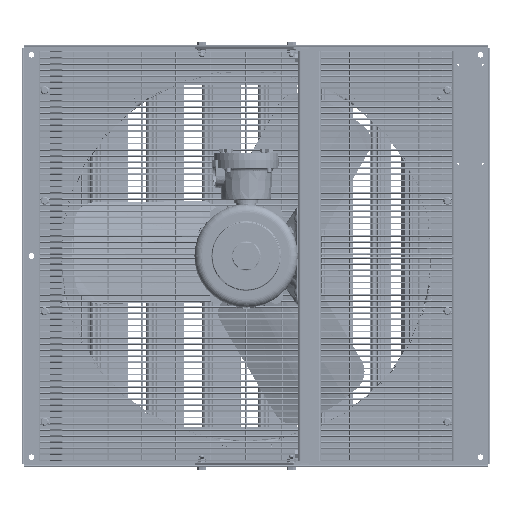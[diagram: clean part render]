
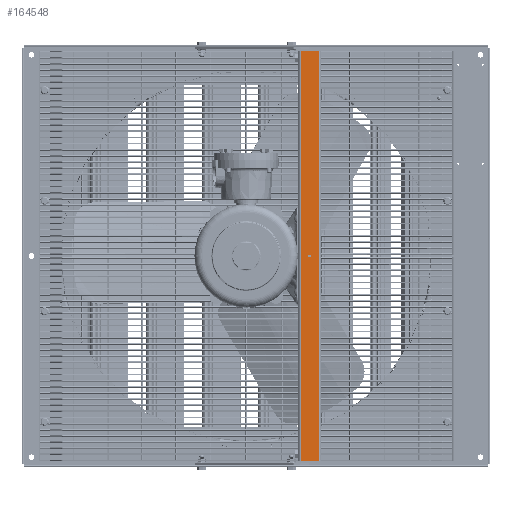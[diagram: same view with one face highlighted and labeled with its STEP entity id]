
A CAD part, left-side view. The second image highlights one B-rep face of the part: STEP entity #164548.
In plain terms, the highlighted planar face has unit normal (-1, 0, 0).
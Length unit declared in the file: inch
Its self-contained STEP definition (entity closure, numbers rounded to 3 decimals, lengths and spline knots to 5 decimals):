
#10673 = LINE ( 'NONE', #393272, #130036 ) ;
#18054 = CARTESIAN_POINT ( 'NONE',  ( -3.98656, -0.89273, 13.73344 ) ) ;
#38304 = DIRECTION ( 'NONE',  ( -1., 0., 0. ) ) ;
#40520 = VERTEX_POINT ( 'NONE', #133513 ) ;
#47748 = VERTEX_POINT ( 'NONE', #52669 ) ;
#51100 = CARTESIAN_POINT ( 'NONE',  ( -3.98656, -1.64273, -0.09331 ) ) ;
#52669 = CARTESIAN_POINT ( 'NONE',  ( -3.98656, -2.24273, -13.73256 ) ) ;
#69147 = CARTESIAN_POINT ( 'NONE',  ( -3.98656, -1.64273, 0.00044 ) ) ;
#71386 = ORIENTED_EDGE ( 'NONE', *, *, #352130, .F. ) ;
#76483 = DIRECTION ( 'NONE',  ( 0., 0., -1. ) ) ;
#76735 = DIRECTION ( 'NONE',  ( 1., 0., 0. ) ) ;
#84085 = ORIENTED_EDGE ( 'NONE', *, *, #377051, .T. ) ;
#87624 = CARTESIAN_POINT ( 'NONE',  ( -3.98656, -1.04273, -13.73256 ) ) ;
#91312 = EDGE_CURVE ( 'NONE', #238142, #347169, #161507, .T. ) ;
#98571 = VECTOR ( 'NONE', #341324, 39.37008 ) ;
#102424 = EDGE_CURVE ( 'NONE', #181999, #47748, #155211, .T. ) ;
#104441 = VECTOR ( 'NONE', #76483, 39.37008 ) ;
#112470 = FACE_BOUND ( 'NONE', #135429, .T. ) ;
#113517 = LINE ( 'NONE', #330360, #290516 ) ;
#130036 = VECTOR ( 'NONE', #200061, 39.37008 ) ;
#132878 = DIRECTION ( 'NONE',  ( 0., 0., 1. ) ) ;
#133513 = CARTESIAN_POINT ( 'NONE',  ( -3.98656, -1.04273, 13.73344 ) ) ;
#135429 = EDGE_LOOP ( 'NONE', ( #203338, #184263 ) ) ;
#142027 = DIRECTION ( 'NONE',  ( 0., 0., -1. ) ) ;
#154069 = LINE ( 'NONE', #381050, #98571 ) ;
#155211 = LINE ( 'NONE', #195115, #104441 ) ;
#161507 = CIRCLE ( 'NONE', #396396, 0.09375 ) ;
#162417 = CARTESIAN_POINT ( 'NONE',  ( -3.98656, -1.64273, 0.00044 ) ) ;
#164548 = ADVANCED_FACE ( 'NONE', ( #112470, #278700 ), #240913, .F. ) ;
#170524 = DIRECTION ( 'NONE',  ( 0., -1., 0. ) ) ;
#170697 = EDGE_LOOP ( 'NONE', ( #84085, #224626, #71386, #341566 ) ) ;
#181999 = VERTEX_POINT ( 'NONE', #306872 ) ;
#184263 = ORIENTED_EDGE ( 'NONE', *, *, #91312, .F. ) ;
#195115 = CARTESIAN_POINT ( 'NONE',  ( -3.98656, -2.24273, 13.73344 ) ) ;
#195522 = DIRECTION ( 'NONE',  ( -1., 0., 0. ) ) ;
#197651 = DIRECTION ( 'NONE',  ( 0., 0., 1. ) ) ;
#200061 = DIRECTION ( 'NONE',  ( 0., 0., -1. ) ) ;
#203338 = ORIENTED_EDGE ( 'NONE', *, *, #207107, .F. ) ;
#207107 = EDGE_CURVE ( 'NONE', #347169, #238142, #305129, .T. ) ;
#218054 = AXIS2_PLACEMENT_3D ( 'NONE', #162417, #38304, #132878 ) ;
#224626 = ORIENTED_EDGE ( 'NONE', *, *, #102424, .F. ) ;
#238142 = VERTEX_POINT ( 'NONE', #51100 ) ;
#240913 = PLANE ( 'NONE',  #377485 ) ;
#278700 = FACE_OUTER_BOUND ( 'NONE', #170697, .T. ) ;
#290516 = VECTOR ( 'NONE', #170524, 39.37008 ) ;
#294162 = EDGE_CURVE ( 'NONE', #40520, #401205, #10673, .T. ) ;
#305129 = CIRCLE ( 'NONE', #218054, 0.09375 ) ;
#306872 = CARTESIAN_POINT ( 'NONE',  ( -3.98656, -2.24273, 13.73344 ) ) ;
#330360 = CARTESIAN_POINT ( 'NONE',  ( -3.98656, -0.89273, 13.73344 ) ) ;
#341324 = DIRECTION ( 'NONE',  ( 0., -1., 0. ) ) ;
#341566 = ORIENTED_EDGE ( 'NONE', *, *, #294162, .T. ) ;
#347169 = VERTEX_POINT ( 'NONE', #400209 ) ;
#352130 = EDGE_CURVE ( 'NONE', #40520, #181999, #113517, .T. ) ;
#377051 = EDGE_CURVE ( 'NONE', #401205, #47748, #154069, .T. ) ;
#377485 = AXIS2_PLACEMENT_3D ( 'NONE', #18054, #76735, #142027 ) ;
#381050 = CARTESIAN_POINT ( 'NONE',  ( -3.98656, -0.89273, -13.73256 ) ) ;
#393272 = CARTESIAN_POINT ( 'NONE',  ( -3.98656, -1.04273, 13.73344 ) ) ;
#396396 = AXIS2_PLACEMENT_3D ( 'NONE', #69147, #195522, #197651 ) ;
#400209 = CARTESIAN_POINT ( 'NONE',  ( -3.98656, -1.64273, 0.09419 ) ) ;
#401205 = VERTEX_POINT ( 'NONE', #87624 ) ;
